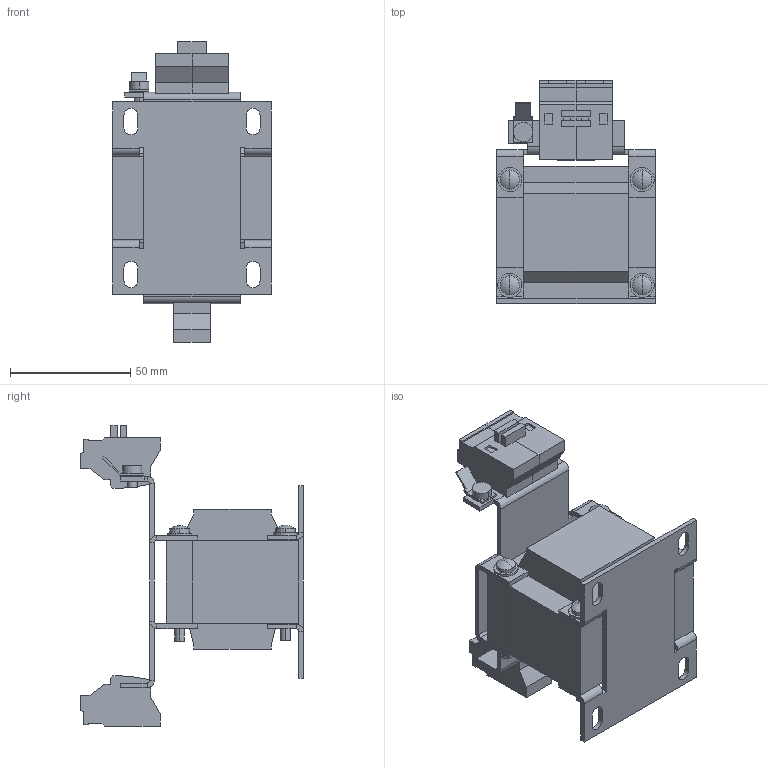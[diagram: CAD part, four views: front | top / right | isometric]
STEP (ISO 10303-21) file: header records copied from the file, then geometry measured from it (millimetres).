
FILE_DESCRIPTION (( 'STEP AP214' ), '1' );
FILE_NAME ('202335.STEP', '2020-07-17T10:56:52', ( '' ), ( '' ), 'SwSTEP 2.0', 'SolidWorks 2018', '' );
FILE_SCHEMA (( 'AUTOMOTIVE_DESIGN' ));
Length unit declared in the file: millimetre
Products named in the file (1): 202335
Bounding box: 66 x 92.7 x 125 mm (x, y, z)
Volume: 206928.6 mm3; surface area: 55321 mm2
Topology: 1 solids, 1 shells, 394 faces, 983 edges, 613 vertices
Faces by surface type: plane 298, cylinder 88, sphere 8
Entity records: 11619 total; most frequent: CARTESIAN_POINT 2017, DIRECTION 1971, ORIENTED_EDGE 1966, EDGE_CURVE 983, LINE 781, VECTOR 781, VERTEX_POINT 613, AXIS2_PLACEMENT_3D 595
